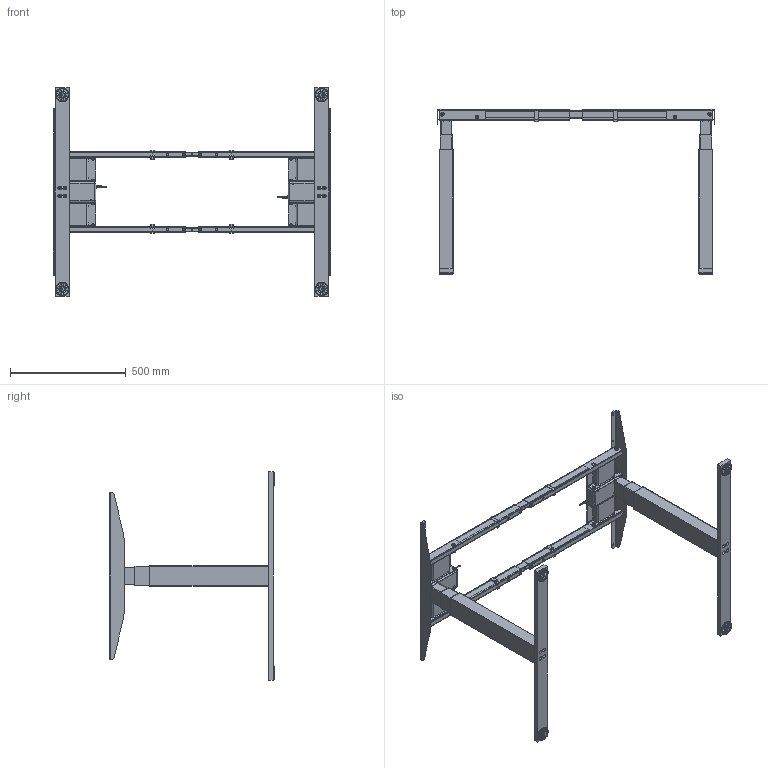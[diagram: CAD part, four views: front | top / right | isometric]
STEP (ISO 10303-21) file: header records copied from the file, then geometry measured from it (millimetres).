
FILE_DESCRIPTION (( 'STEP AP203' ), '1' );
FILE_NAME ('C-2 Konf. 2.0_CL23YKxxxxxxx_Fl115 Std ramrör 45x25, fot 900.STEP', '2019-01-04T06:59:14', ( '' ), ( '' ), 'SwSTEP 2.0', 'SolidWorks 2015', '' );
FILE_SCHEMA (( 'CONFIG_CONTROL_DESIGN' ));
Length unit declared in the file: millimetre
Products named in the file (1): C-2 Konf. 2.0_CL23YKxxxxxxx_Fl115 Std ramrör 45x25, fot 900
Bounding box: 1200 x 716.1 x 900 mm (x, y, z)
Surface area: 2160167.1 mm2 (no closed solid volume)
Topology: 0 solids, 255 shells, 1469 faces, 5958 edges, 4744 vertices
Faces by surface type: plane 674, cylinder 505, cone 156, torus 82, bspline 44, sphere 8
Entity records: 65766 total; most frequent: CARTESIAN_POINT 17362, DIRECTION 10234, ORIENTED_EDGE 8149, EDGE_CURVE 5950, VERTEX_POINT 4744, AXIS2_PLACEMENT_3D 3606, LINE 3022, VECTOR 3022
